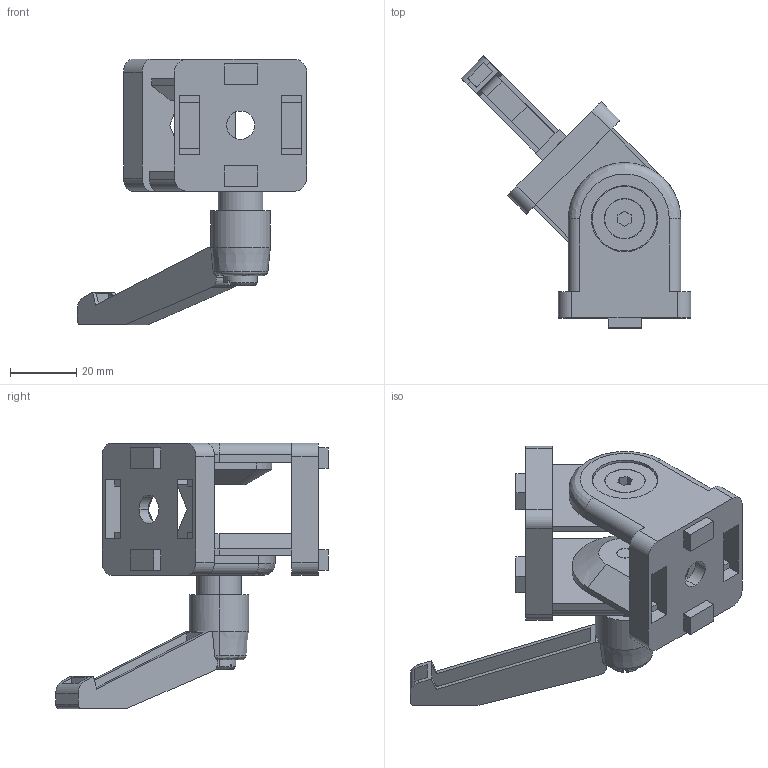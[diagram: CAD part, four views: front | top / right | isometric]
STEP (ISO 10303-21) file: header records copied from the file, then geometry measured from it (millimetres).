
FILE_DESCRIPTION (( 'STEP AP214' ), '1' );
FILE_NAME ('Transept Giltec-G40KH.STEP', '2012-07-11T12:28:18', ( 'sysAdmin' ), ( 'SolidWorks' ), 'SwSTEP 2.0', 'SolidWorks 2012', '' );
FILE_SCHEMA (( 'AUTOMOTIVE_DESIGN' ));
Length unit declared in the file: millimetre
Products named in the file (1): Transept Giltec-G40KH
Bounding box: 69.36 x 82.36 x 80.4 mm (x, y, z)
Surface area: 24621.4 mm2 (no closed solid volume)
Topology: 0 solids, 8 shells, 190 faces, 535 edges, 361 vertices
Faces by surface type: plane 125, cylinder 47, cone 13, bspline 5
Entity records: 8594 total; most frequent: CARTESIAN_POINT 1515, DIRECTION 1036, ORIENTED_EDGE 970, EDGE_CURVE 535, LINE 376, VECTOR 376, VERTEX_POINT 361, AXIS2_PLACEMENT_3D 330
